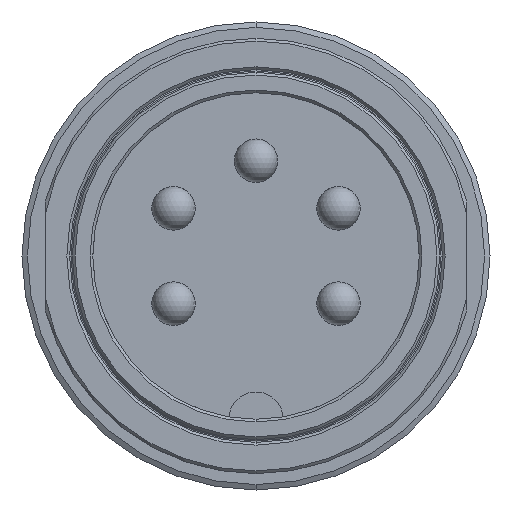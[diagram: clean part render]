
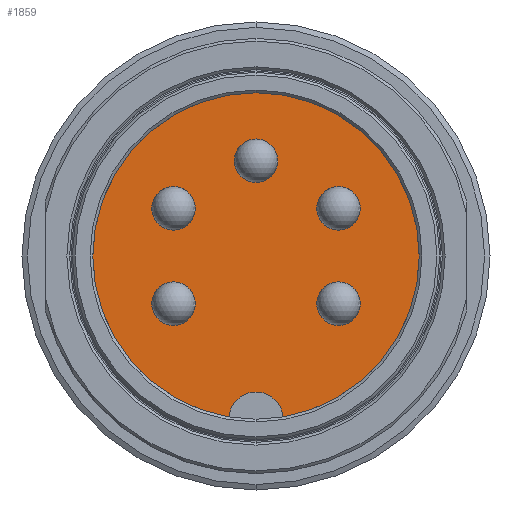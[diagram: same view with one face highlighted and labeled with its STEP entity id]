
A CAD part, front view. The second image highlights one B-rep face of the part: STEP entity #1859.
In plain terms, the highlighted planar face has unit normal (0, -1, 0).
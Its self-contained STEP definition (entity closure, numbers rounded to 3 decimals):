
#866=CARTESIAN_POINT('',(0.,0.,6.));
#867=VERTEX_POINT('',#866);
#892=CARTESIAN_POINT('',(-0.997,0.0,-5.917));
#893=VERTEX_POINT('',#892);
#900=CARTESIAN_POINT('',(0.0,0.,0.0));
#901=DIRECTION('',(0.0,-1.0,0.0));
#902=DIRECTION('',(0.0,0.0,1.0));
#903=AXIS2_PLACEMENT_3D('',#900,#901,#902);
#904=CIRCLE('',#903,6.);
#905=EDGE_CURVE('',#867,#893,#904,.T.);
#1398=CARTESIAN_POINT('',(-0.8,0.,3.5));
#1399=VERTEX_POINT('',#1398);
#1408=CARTESIAN_POINT('',(0.8,0.0,3.5));
#1409=VERTEX_POINT('',#1408);
#1410=CARTESIAN_POINT('',(0.0,0.,3.5));
#1411=DIRECTION('',(0.0,1.0,0.0));
#1412=DIRECTION('',(-1.0,0.0,0.0));
#1413=AXIS2_PLACEMENT_3D('',#1410,#1411,#1412);
#1414=CIRCLE('',#1413,0.8);
#1415=EDGE_CURVE('',#1409,#1399,#1414,.T.);
#1440=CARTESIAN_POINT('',(2.231,0.,-1.75));
#1441=VERTEX_POINT('',#1440);
#1450=CARTESIAN_POINT('',(3.831,0.0,-1.75));
#1451=VERTEX_POINT('',#1450);
#1452=CARTESIAN_POINT('',(3.031,0.,-1.75));
#1453=DIRECTION('',(0.0,1.0,0.0));
#1454=DIRECTION('',(-1.0,0.0,0.0));
#1455=AXIS2_PLACEMENT_3D('',#1452,#1453,#1454);
#1456=CIRCLE('',#1455,0.8);
#1457=EDGE_CURVE('',#1451,#1441,#1456,.T.);
#1482=CARTESIAN_POINT('',(-3.831,0.,1.75));
#1483=VERTEX_POINT('',#1482);
#1492=CARTESIAN_POINT('',(-2.231,0.0,1.75));
#1493=VERTEX_POINT('',#1492);
#1494=CARTESIAN_POINT('',(-3.031,0.,1.75));
#1495=DIRECTION('',(0.0,1.0,0.0));
#1496=DIRECTION('',(-1.0,0.0,0.0));
#1497=AXIS2_PLACEMENT_3D('',#1494,#1495,#1496);
#1498=CIRCLE('',#1497,0.8);
#1499=EDGE_CURVE('',#1493,#1483,#1498,.T.);
#1524=CARTESIAN_POINT('',(2.231,0.,1.75));
#1525=VERTEX_POINT('',#1524);
#1534=CARTESIAN_POINT('',(3.831,0.0,1.75));
#1535=VERTEX_POINT('',#1534);
#1536=CARTESIAN_POINT('',(3.031,0.,1.75));
#1537=DIRECTION('',(0.0,1.0,0.0));
#1538=DIRECTION('',(-1.0,0.0,0.0));
#1539=AXIS2_PLACEMENT_3D('',#1536,#1537,#1538);
#1540=CIRCLE('',#1539,0.8);
#1541=EDGE_CURVE('',#1535,#1525,#1540,.T.);
#1566=CARTESIAN_POINT('',(-3.831,0.,-1.75));
#1567=VERTEX_POINT('',#1566);
#1576=CARTESIAN_POINT('',(-2.231,0.0,-1.75));
#1577=VERTEX_POINT('',#1576);
#1578=CARTESIAN_POINT('',(-3.031,0.,-1.75));
#1579=DIRECTION('',(0.0,1.0,0.0));
#1580=DIRECTION('',(-1.0,0.0,0.0));
#1581=AXIS2_PLACEMENT_3D('',#1578,#1579,#1580);
#1582=CIRCLE('',#1581,0.8);
#1583=EDGE_CURVE('',#1577,#1567,#1582,.T.);
#1627=CARTESIAN_POINT('',(-3.031,0.,-1.75));
#1628=DIRECTION('',(0.0,1.0,0.0));
#1629=DIRECTION('',(-1.0,0.0,0.0));
#1630=AXIS2_PLACEMENT_3D('',#1627,#1628,#1629);
#1631=CIRCLE('',#1630,0.8);
#1632=EDGE_CURVE('',#1567,#1577,#1631,.T.);
#1661=CARTESIAN_POINT('',(3.031,0.,1.75));
#1662=DIRECTION('',(0.0,1.0,0.0));
#1663=DIRECTION('',(-1.0,0.0,0.0));
#1664=AXIS2_PLACEMENT_3D('',#1661,#1662,#1663);
#1665=CIRCLE('',#1664,0.8);
#1666=EDGE_CURVE('',#1525,#1535,#1665,.T.);
#1695=CARTESIAN_POINT('',(-3.031,0.,1.75));
#1696=DIRECTION('',(0.0,1.0,0.0));
#1697=DIRECTION('',(-1.0,0.0,0.0));
#1698=AXIS2_PLACEMENT_3D('',#1695,#1696,#1697);
#1699=CIRCLE('',#1698,0.8);
#1700=EDGE_CURVE('',#1483,#1493,#1699,.T.);
#1729=CARTESIAN_POINT('',(3.031,0.,-1.75));
#1730=DIRECTION('',(0.0,1.0,0.0));
#1731=DIRECTION('',(-1.0,0.0,0.0));
#1732=AXIS2_PLACEMENT_3D('',#1729,#1730,#1731);
#1733=CIRCLE('',#1732,0.8);
#1734=EDGE_CURVE('',#1441,#1451,#1733,.T.);
#1763=CARTESIAN_POINT('',(0.0,0.,3.5));
#1764=DIRECTION('',(0.0,1.0,0.0));
#1765=DIRECTION('',(-1.0,0.0,0.0));
#1766=AXIS2_PLACEMENT_3D('',#1763,#1764,#1765);
#1767=CIRCLE('',#1766,0.8);
#1768=EDGE_CURVE('',#1399,#1409,#1767,.T.);
#1787=CARTESIAN_POINT('',(0.997,0.0,-5.917));
#1788=VERTEX_POINT('',#1787);
#1795=CARTESIAN_POINT('',(0.0,0.,-6.));
#1796=DIRECTION('',(0.0,1.,0.0));
#1797=DIRECTION('',(0.997,0.0,0.083));
#1798=AXIS2_PLACEMENT_3D('',#1795,#1796,#1797);
#1799=CIRCLE('',#1798,1.0);
#1800=EDGE_CURVE('',#893,#1788,#1799,.T.);
#1823=CARTESIAN_POINT('',(0.0,0.,4.2));
#1824=DIRECTION('',(0.0,-1.0,0.0));
#1825=DIRECTION('',(0.0,0.0,-1.0));
#1826=AXIS2_PLACEMENT_3D('',#1823,#1824,#1825);
#1827=PLANE('',#1826);
#1828=ORIENTED_EDGE('',*,*,#1800,.T.);
#1829=CARTESIAN_POINT('',(0.0,0.,0.0));
#1830=DIRECTION('',(0.0,-1.0,0.0));
#1831=DIRECTION('',(0.0,0.0,1.0));
#1832=AXIS2_PLACEMENT_3D('',#1829,#1830,#1831);
#1833=CIRCLE('',#1832,6.);
#1834=EDGE_CURVE('',#1788,#867,#1833,.T.);
#1835=ORIENTED_EDGE('',*,*,#1834,.T.);
#1836=ORIENTED_EDGE('',*,*,#905,.T.);
#1837=EDGE_LOOP('',(#1828,#1835,#1836));
#1838=FACE_OUTER_BOUND('',#1837,.T.);
#1839=ORIENTED_EDGE('',*,*,#1457,.T.);
#1840=ORIENTED_EDGE('',*,*,#1734,.T.);
#1841=EDGE_LOOP('',(#1839,#1840));
#1842=FACE_BOUND('',#1841,.T.);
#1843=ORIENTED_EDGE('',*,*,#1499,.T.);
#1844=ORIENTED_EDGE('',*,*,#1700,.T.);
#1845=EDGE_LOOP('',(#1843,#1844));
#1846=FACE_BOUND('',#1845,.T.);
#1847=ORIENTED_EDGE('',*,*,#1415,.T.);
#1848=ORIENTED_EDGE('',*,*,#1768,.T.);
#1849=EDGE_LOOP('',(#1847,#1848));
#1850=FACE_BOUND('',#1849,.T.);
#1851=ORIENTED_EDGE('',*,*,#1541,.T.);
#1852=ORIENTED_EDGE('',*,*,#1666,.T.);
#1853=EDGE_LOOP('',(#1851,#1852));
#1854=FACE_BOUND('',#1853,.T.);
#1855=ORIENTED_EDGE('',*,*,#1583,.T.);
#1856=ORIENTED_EDGE('',*,*,#1632,.T.);
#1857=EDGE_LOOP('',(#1855,#1856));
#1858=FACE_BOUND('',#1857,.T.);
#1859=ADVANCED_FACE('',(#1838,#1842,#1846,#1850,#1854,#1858),#1827,.T.);
